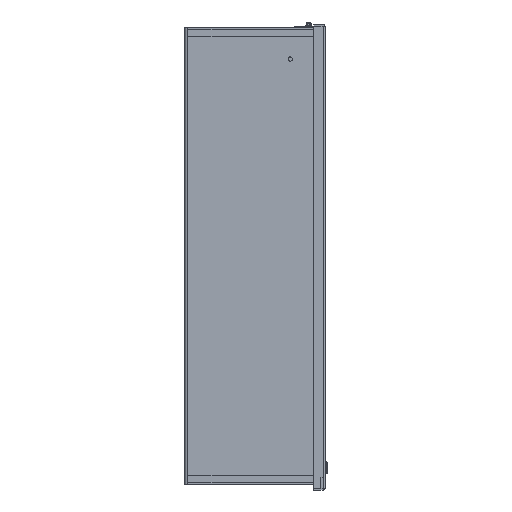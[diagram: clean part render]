
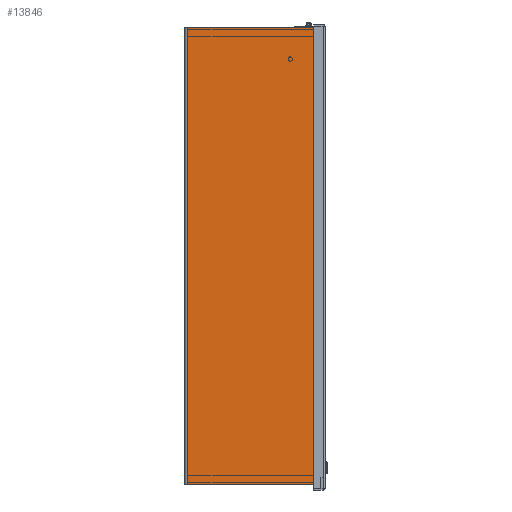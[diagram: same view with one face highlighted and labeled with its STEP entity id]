
A CAD part, front view. The second image highlights one B-rep face of the part: STEP entity #13846.
In plain terms, the highlighted face is planar.
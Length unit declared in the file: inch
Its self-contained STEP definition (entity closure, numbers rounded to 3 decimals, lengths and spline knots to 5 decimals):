
#212 = ORIENTED_EDGE ( 'NONE', *, *, #6195, .T. ) ;
#2189 = CARTESIAN_POINT ( 'NONE',  ( -15., -8.857, -15. ) ) ;
#5933 = EDGE_CURVE ( 'NONE', #16539, #26529, #7890, .T. ) ;
#6195 = EDGE_CURVE ( 'NONE', #24626, #29828, #20254, .T. ) ;
#6432 = VECTOR ( 'NONE', #30426, 39.37008 ) ;
#7742 = CARTESIAN_POINT ( 'NONE',  ( -15., -0.095, -15. ) ) ;
#7890 = LINE ( 'NONE', #7742, #9804 ) ;
#9804 = VECTOR ( 'NONE', #20022, 39.37008 ) ;
#10088 = AXIS2_PLACEMENT_3D ( 'NONE', #33488, #15278, #36561 ) ;
#10324 = ORIENTED_EDGE ( 'NONE', *, *, #5933, .T. ) ;
#11585 = EDGE_CURVE ( 'NONE', #29828, #16539, #19862, .T. ) ;
#11768 = VECTOR ( 'NONE', #12785, 39.37008 ) ;
#12785 = DIRECTION ( 'NONE',  ( -1., 0., 0. ) ) ;
#13142 = CARTESIAN_POINT ( 'NONE',  ( -15., -0.143, -15. ) ) ;
#13284 = CARTESIAN_POINT ( 'NONE',  ( 15., -8.857, -15. ) ) ;
#13846 = ADVANCED_FACE ( 'NONE', ( #26762 ), #39065, .T. ) ;
#14156 = EDGE_CURVE ( 'NONE', #24626, #26529, #15715, .T. ) ;
#15278 = DIRECTION ( 'NONE',  ( 0., 0., -1. ) ) ;
#15715 = LINE ( 'NONE', #35295, #29538 ) ;
#15749 = ORIENTED_EDGE ( 'NONE', *, *, #11585, .T. ) ;
#16539 = VERTEX_POINT ( 'NONE', #2189 ) ;
#19862 = LINE ( 'NONE', #25255, #11768 ) ;
#20022 = DIRECTION ( 'NONE',  ( 0., 1., 0. ) ) ;
#20254 = LINE ( 'NONE', #33310, #6432 ) ;
#24626 = VERTEX_POINT ( 'NONE', #39034 ) ;
#25255 = CARTESIAN_POINT ( 'NONE',  ( -15., -8.857, -15. ) ) ;
#26415 = DIRECTION ( 'NONE',  ( -1., 0., 0. ) ) ;
#26529 = VERTEX_POINT ( 'NONE', #13142 ) ;
#26762 = FACE_OUTER_BOUND ( 'NONE', #36067, .T. ) ;
#29538 = VECTOR ( 'NONE', #26415, 39.37008 ) ;
#29828 = VERTEX_POINT ( 'NONE', #13284 ) ;
#30426 = DIRECTION ( 'NONE',  ( 0., -1., 0. ) ) ;
#33277 = ORIENTED_EDGE ( 'NONE', *, *, #14156, .F. ) ;
#33310 = CARTESIAN_POINT ( 'NONE',  ( 15., -0.095, -15. ) ) ;
#33488 = CARTESIAN_POINT ( 'NONE',  ( -15., -0.0855, -15. ) ) ;
#35295 = CARTESIAN_POINT ( 'NONE',  ( 15., -0.143, -15. ) ) ;
#36067 = EDGE_LOOP ( 'NONE', ( #10324, #33277, #212, #15749 ) ) ;
#36561 = DIRECTION ( 'NONE',  ( 0., 1., 0. ) ) ;
#39034 = CARTESIAN_POINT ( 'NONE',  ( 15., -0.143, -15. ) ) ;
#39065 = PLANE ( 'NONE',  #10088 ) ;
